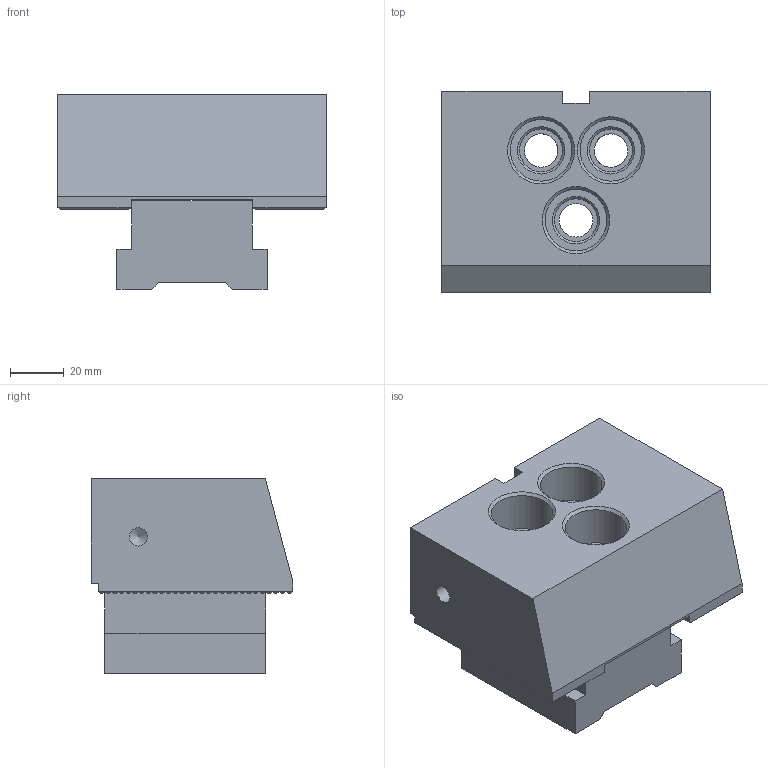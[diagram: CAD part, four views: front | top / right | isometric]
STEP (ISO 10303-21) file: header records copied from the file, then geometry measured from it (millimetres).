
FILE_DESCRIPTION( ( 'Unknown' ), '1' );
FILE_NAME( 'SVF-AB02-100.stp', 'Unknown', ( 'Unknown' ), ( 'Unknown' ), 'PSStep 17.0.49', 'Unknown', ' ' );
FILE_SCHEMA( ( 'AUTOMOTIVE_DESIGN { 1 0 10303 214 1 1 1 1 }' ) );
Length unit declared in the file: millimetre
Products named in the file (3): Assem1; 1-SVF-AB02-100-2; 1-SVF-AB02-100-1
Assembly tree (2 placements, depth 2):
  Assem1
    1-SVF-AB02-100-2
    1-SVF-AB02-100-1
Bounding box: 100 x 75 x 72.6 mm (x, y, z)
Volume: 333595.3 mm3; surface area: 53380 mm2
Topology: 2 solids, 2 shells, 238 faces, 697 edges, 464 vertices
Faces by surface type: plane 212, cylinder 13, cone 13
Full cylindrical faces by diameter (mm): 6.8 x4, 12.5 x3, 16 x3, 23 x3
Entity records: 9481 total; most frequent: CARTESIAN_POINT 1346, ORIENTED_EDGE 1308, DIRECTION 1177, EDGE_CURVE 654, LINE 613, VECTOR 613, VERTEX_POINT 451, AXIS2_PLACEMENT_3D 282
